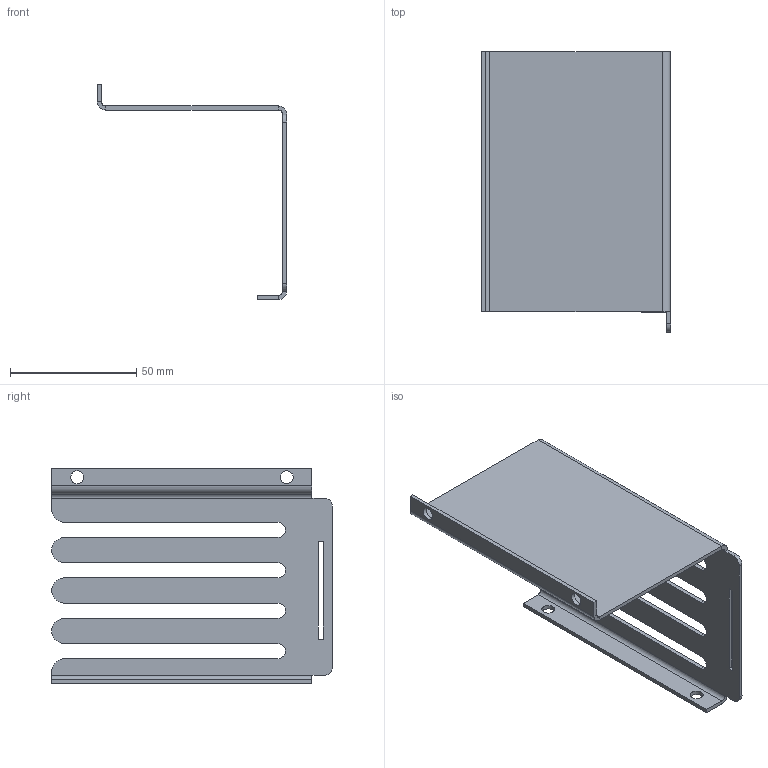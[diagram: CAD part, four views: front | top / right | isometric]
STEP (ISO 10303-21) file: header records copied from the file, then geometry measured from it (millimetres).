
FILE_DESCRIPTION(/* description */ (''),/* implementation_level */ '2;1');
FILE_NAME(/* name */ 'Cage V1.step',/* time_stamp */ '2018-10-31T11:58:06-06:00',/* author */ (''),/* organization */ (''),/* preprocessor_version */ 'ST-DEVELOPER v17.2',/* originating_system */ 'Autodesk Translation Framework v7.6.0.251',/* authorisation */ '');
FILE_SCHEMA (('AUTOMOTIVE_DESIGN { 1 0 10303 214 3 1 1 }'));
Length unit declared in the file: millimetre
Products named in the file (1): Cage
Bounding box: 74.85 x 110.98 x 85.1 mm (x, y, z)
Volume: 24264.3 mm3; surface area: 32583.1 mm2
Topology: 1 solids, 1 shells, 60 faces, 150 edges, 92 vertices
Faces by surface type: plane 39, cylinder 21
Full cylindrical faces by diameter (mm): 5.1 x4
Entity records: 1817 total; most frequent: DIRECTION 314, CARTESIAN_POINT 303, ORIENTED_EDGE 300, EDGE_CURVE 150, LINE 108, VECTOR 108, AXIS2_PLACEMENT_3D 103, VERTEX_POINT 92
